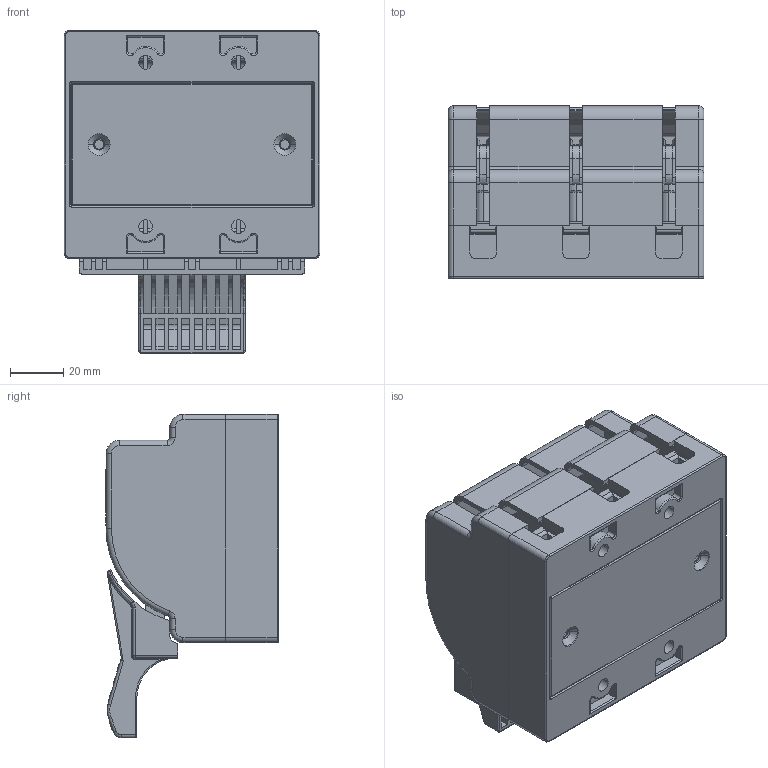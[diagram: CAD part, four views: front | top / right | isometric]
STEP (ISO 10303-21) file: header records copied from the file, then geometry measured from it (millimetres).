
FILE_DESCRIPTION((''),'2;1');
FILE_NAME('HD18-63-3_ASM','2022-10-09T',('Administrator'),(''),'PRO/ENGINEER BY PARAMETRIC TECHNOLOGY CORPORATION, 2009440','PRO/ENGINEER BY PARAMETRIC TECHNOLOGY CORPORATION, 2009440','');
FILE_SCHEMA(('CONFIG_CONTROL_DESIGN'));
Products named in the file (11): 63DIBAN; HOUCHUTOU; JIEXIANDUANZI; QIANCHUTOU; DAOPIAN; ZHAO; SHOUBIN; GAIBAN; FANGLUOMU; WAXINGTANHUANG; HD18-63-3_ASM
Assembly tree (27 placements, depth 2):
  HD18-63-3_ASM
    63DIBAN
    HOUCHUTOU  x3
    JIEXIANDUANZI  x6
    QIANCHUTOU  x3
    DAOPIAN  x3
    ZHAO
    SHOUBIN
    GAIBAN
    FANGLUOMU  x2
    WAXINGTANHUANG  x6
Bounding box: 96.5 x 65.2 x 121.85 mm (x, y, z)
Volume: 191696 mm3; surface area: 175260.3 mm2
Topology: 27 solids, 27 shells, 3634 faces, 9675 edges, 6234 vertices
Faces by surface type: plane 1741, cylinder 878, extrusion 623, torus 205, bspline 87, sphere 72, cone 28
Entity records: 103320 total; most frequent: CARTESIAN_POINT 29571, ORIENTED_EDGE 16128, DIRECTION 13467, EDGE_CURVE 8064, VECTOR 5585, VERTEX_POINT 5178, LINE 4962, AXIS2_PLACEMENT_3D 3941
